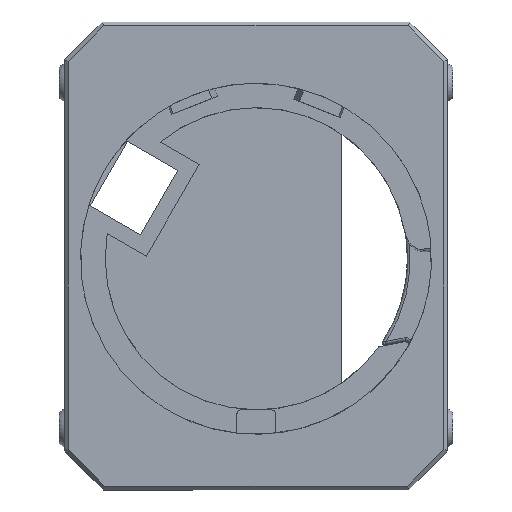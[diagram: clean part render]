
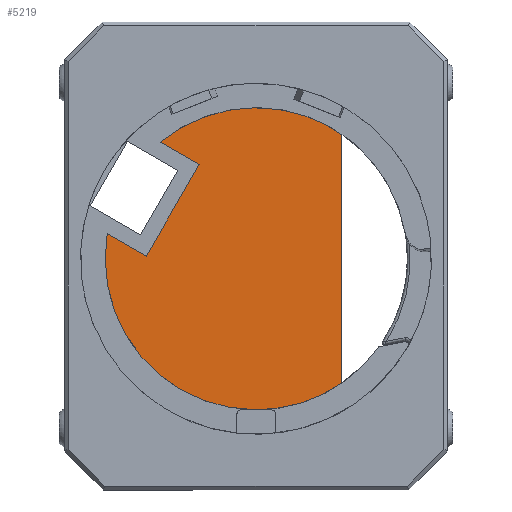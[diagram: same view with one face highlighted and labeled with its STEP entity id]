
A CAD part, front view. The second image highlights one B-rep face of the part: STEP entity #5219.
In plain terms, the highlighted planar face has unit normal (0, -1, 0).
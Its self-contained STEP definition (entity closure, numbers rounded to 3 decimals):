
#380=PLANE('',#5649);
#620=FACE_OUTER_BOUND('',#923,.T.);
#923=EDGE_LOOP('',(#4589,#4590,#4591,#4592,#4593,#4594,#4595,#4596,#4597));
#1111=CIRCLE('',#5618,15.5);
#1112=CIRCLE('',#5619,15.5);
#1124=CIRCLE('',#5637,15.5);
#1536=LINE('',#10370,#2027);
#1542=LINE('',#10381,#2033);
#1545=LINE('',#10387,#2036);
#1574=LINE('',#10712,#2065);
#1580=LINE('',#10730,#2071);
#1581=LINE('',#10732,#2072);
#2027=VECTOR('',#6715,10.);
#2033=VECTOR('',#6723,10.);
#2036=VECTOR('',#6728,10.);
#2065=VECTOR('',#6807,10.);
#2071=VECTOR('',#6831,10.);
#2072=VECTOR('',#6834,10.);
#2503=VERTEX_POINT('',#10368);
#2504=VERTEX_POINT('',#10369);
#2508=VERTEX_POINT('',#10378);
#2510=VERTEX_POINT('',#10385);
#2515=VERTEX_POINT('',#10407);
#2516=VERTEX_POINT('',#10409);
#2517=VERTEX_POINT('',#10412);
#2561=VERTEX_POINT('',#10695);
#2564=VERTEX_POINT('',#10710);
#3184=EDGE_CURVE('',#2503,#2504,#1536,.F.);
#3190=EDGE_CURVE('',#2508,#2503,#1542,.F.);
#3193=EDGE_CURVE('',#2504,#2510,#1545,.F.);
#3200=EDGE_CURVE('',#2515,#2516,#1111,.T.);
#3203=EDGE_CURVE('',#2517,#2510,#1112,.T.);
#3255=EDGE_CURVE('',#2508,#2561,#1124,.T.);
#3261=EDGE_CURVE('',#2517,#2564,#1574,.T.);
#3269=EDGE_CURVE('',#2564,#2516,#1580,.T.);
#3270=EDGE_CURVE('',#2515,#2561,#1581,.T.);
#4589=ORIENTED_EDGE('',*,*,#3193,.T.);
#4590=ORIENTED_EDGE('',*,*,#3203,.F.);
#4591=ORIENTED_EDGE('',*,*,#3261,.T.);
#4592=ORIENTED_EDGE('',*,*,#3269,.T.);
#4593=ORIENTED_EDGE('',*,*,#3200,.F.);
#4594=ORIENTED_EDGE('',*,*,#3270,.T.);
#4595=ORIENTED_EDGE('',*,*,#3255,.F.);
#4596=ORIENTED_EDGE('',*,*,#3190,.T.);
#4597=ORIENTED_EDGE('',*,*,#3184,.T.);
#5219=ADVANCED_FACE('',(#620),#380,.F.);
#5618=AXIS2_PLACEMENT_3D('',#10410,#6739,#6740);
#5619=AXIS2_PLACEMENT_3D('',#10414,#6743,#6744);
#5637=AXIS2_PLACEMENT_3D('',#10696,#6800,#6801);
#5649=AXIS2_PLACEMENT_3D('',#10733,#6835,#6836);
#6715=DIRECTION('',(0.5,0.,0.866));
#6723=DIRECTION('',(-0.866,0.,0.5));
#6728=DIRECTION('',(0.866,0.,-0.5));
#6739=DIRECTION('center_axis',(0.,1.,0.));
#6740=DIRECTION('ref_axis',(-1.,0.,0.));
#6743=DIRECTION('center_axis',(0.,1.,0.));
#6744=DIRECTION('ref_axis',(-1.,0.,0.));
#6800=DIRECTION('center_axis',(0.,1.,0.));
#6801=DIRECTION('ref_axis',(-1.,0.,0.));
#6807=DIRECTION('',(0.5,0.,0.866));
#6831=DIRECTION('',(0.,0.,-1.));
#6834=DIRECTION('',(0.,0.,1.));
#6835=DIRECTION('center_axis',(0.,1.,0.));
#6836=DIRECTION('ref_axis',(-1.,0.,0.));
#10368=CARTESIAN_POINT('',(-5.832,-0.997,155.172));
#10369=CARTESIAN_POINT('',(-11.257,-0.997,145.776));
#10370=CARTESIAN_POINT('',(-10.235,-0.997,147.546));
#10378=CARTESIAN_POINT('',(-9.833,-0.997,157.482));
#10381=CARTESIAN_POINT('',(-1.241,-0.997,152.522));
#10385=CARTESIAN_POINT('',(-15.258,-0.997,148.086));
#10387=CARTESIAN_POINT('',(-10.43,-0.997,145.299));
#10407=CARTESIAN_POINT('',(8.793,-0.997,132.739));
#10409=CARTESIAN_POINT('',(-7.707,-0.997,132.093));
#10410=CARTESIAN_POINT('Origin',(0.029,-0.997,
145.524));
#10412=CARTESIAN_POINT('',(-7.721,-0.997,132.101));
#10414=CARTESIAN_POINT('Origin',(0.029,-0.997,
145.524));
#10695=CARTESIAN_POINT('',(8.793,-0.997,158.309));
#10696=CARTESIAN_POINT('Origin',(0.029,-0.997,
145.524));
#10710=CARTESIAN_POINT('',(-7.707,-0.997,132.125));
#10712=CARTESIAN_POINT('',(0.029,-0.997,145.524));
#10730=CARTESIAN_POINT('',(-7.707,-0.997,122.869));
#10732=CARTESIAN_POINT('',(8.793,-0.997,138.015));
#10733=CARTESIAN_POINT('Origin',(0.029,-0.997,
143.922));
